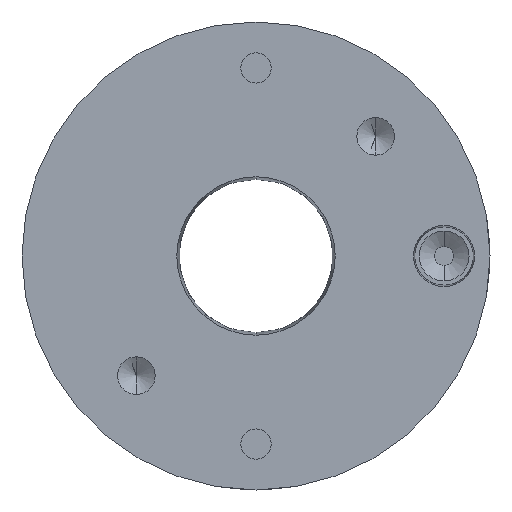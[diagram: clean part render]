
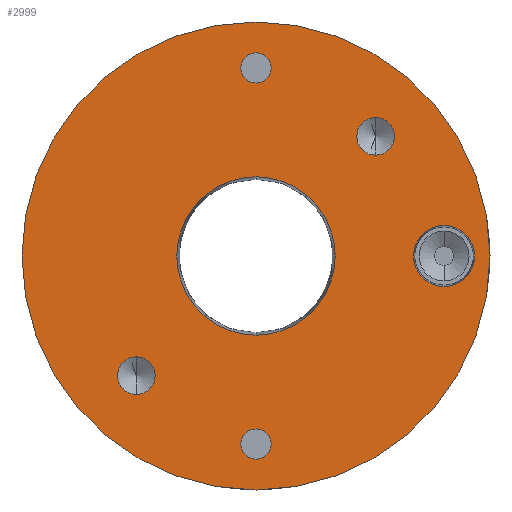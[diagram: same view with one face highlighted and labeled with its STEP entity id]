
A CAD part, front view. The second image highlights one B-rep face of the part: STEP entity #2999.
In plain terms, the highlighted planar face has unit normal (0, -1, 0).
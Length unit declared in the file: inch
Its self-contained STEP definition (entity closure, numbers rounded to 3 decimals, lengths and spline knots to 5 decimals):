
#6 = DIRECTION ( 'NONE',  ( 0., -1., 0. ) ) ;
#76 = VERTEX_POINT ( 'NONE', #1960 ) ;
#86 = DIRECTION ( 'NONE',  ( 0., 0., -1. ) ) ;
#118 = CIRCLE ( 'NONE', #2877, 1.5555 ) ;
#143 = ORIENTED_EDGE ( 'NONE', *, *, #1893, .F. ) ;
#186 = AXIS2_PLACEMENT_3D ( 'NONE', #2004, #3287, #720 ) ;
#210 = ORIENTED_EDGE ( 'NONE', *, *, #1722, .F. ) ;
#457 = ORIENTED_EDGE ( 'NONE', *, *, #2424, .F. ) ;
#462 = CIRCLE ( 'NONE', #5029, 1.5555 ) ;
#509 = DIRECTION ( 'NONE',  ( 0., 1., 0. ) ) ;
#556 = EDGE_CURVE ( 'NONE', #4449, #2961, #4835, .T. ) ;
#569 = CIRCLE ( 'NONE', #1942, 0.2025 ) ;
#578 = EDGE_CURVE ( 'NONE', #2961, #4449, #2505, .T. ) ;
#590 = VERTEX_POINT ( 'NONE', #5005 ) ;
#591 = ORIENTED_EDGE ( 'NONE', *, *, #1783, .F. ) ;
#622 = VERTEX_POINT ( 'NONE', #2560 ) ;
#655 = VERTEX_POINT ( 'NONE', #1318 ) ;
#697 = CARTESIAN_POINT ( 'NONE',  ( 0., -1.1875, 1.25 ) ) ;
#720 = DIRECTION ( 'NONE',  ( 0., 0., -1. ) ) ;
#728 = CIRCLE ( 'NONE', #4781, 0.1005 ) ;
#778 = DIRECTION ( 'NONE',  ( 0., -1., 0. ) ) ;
#828 = DIRECTION ( 'NONE',  ( 0., 0., -1. ) ) ;
#838 = FACE_BOUND ( 'NONE', #1624, .T. ) ;
#912 = CARTESIAN_POINT ( 'NONE',  ( 1.5555, -1.1875, 0. ) ) ;
#967 = CIRCLE ( 'NONE', #1659, 0.125 ) ;
#995 = DIRECTION ( 'NONE',  ( 0., 0., -1. ) ) ;
#1118 = DIRECTION ( 'NONE',  ( 0., 0., -1. ) ) ;
#1150 = DIRECTION ( 'NONE',  ( 0., 1., 0. ) ) ;
#1151 = DIRECTION ( 'NONE',  ( 0., 1., 0. ) ) ;
#1241 = VERTEX_POINT ( 'NONE', #2547 ) ;
#1253 = FACE_BOUND ( 'NONE', #1486, .T. ) ;
#1288 = CIRCLE ( 'NONE', #4672, 0.1005 ) ;
#1318 = CARTESIAN_POINT ( 'NONE',  ( 0., -1.1875, 1.1495 ) ) ;
#1374 = CIRCLE ( 'NONE', #2433, 0.125 ) ;
#1410 = VERTEX_POINT ( 'NONE', #5246 ) ;
#1470 = DIRECTION ( 'NONE',  ( 0., -1., 0. ) ) ;
#1486 = EDGE_LOOP ( 'NONE', ( #4954, #457 ) ) ;
#1557 = CARTESIAN_POINT ( 'NONE',  ( 0., -1.1875, 0. ) ) ;
#1603 = ORIENTED_EDGE ( 'NONE', *, *, #3888, .F. ) ;
#1605 = DIRECTION ( 'NONE',  ( 0., 0., -1. ) ) ;
#1615 = CARTESIAN_POINT ( 'NONE',  ( 1.25, -1.1875, -0.2025 ) ) ;
#1616 = ORIENTED_EDGE ( 'NONE', *, *, #578, .F. ) ;
#1624 = EDGE_LOOP ( 'NONE', ( #1603, #143 ) ) ;
#1659 = AXIS2_PLACEMENT_3D ( 'NONE', #4907, #4224, #86 ) ;
#1666 = FACE_BOUND ( 'NONE', #1819, .T. ) ;
#1722 = EDGE_CURVE ( 'NONE', #1241, #655, #4943, .T. ) ;
#1764 = EDGE_CURVE ( 'NONE', #1956, #3802, #1999, .T. ) ;
#1783 = EDGE_CURVE ( 'NONE', #622, #2322, #1374, .T. ) ;
#1819 = EDGE_LOOP ( 'NONE', ( #5221, #1903 ) ) ;
#1893 = EDGE_CURVE ( 'NONE', #590, #5242, #3391, .T. ) ;
#1903 = ORIENTED_EDGE ( 'NONE', *, *, #4615, .F. ) ;
#1907 = AXIS2_PLACEMENT_3D ( 'NONE', #2804, #6, #828 ) ;
#1926 = AXIS2_PLACEMENT_3D ( 'NONE', #912, #509, #2139 ) ;
#1942 = AXIS2_PLACEMENT_3D ( 'NONE', #4874, #5293, #3234 ) ;
#1956 = VERTEX_POINT ( 'NONE', #3423 ) ;
#1960 = CARTESIAN_POINT ( 'NONE',  ( 0., -1.1875, -1.5555 ) ) ;
#1999 = CIRCLE ( 'NONE', #2593, 0.125 ) ;
#2004 = CARTESIAN_POINT ( 'NONE',  ( 0., -1.1875, 0. ) ) ;
#2120 = EDGE_CURVE ( 'NONE', #76, #4290, #118, .T. ) ;
#2139 = DIRECTION ( 'NONE',  ( 0., 0., 1. ) ) ;
#2219 = VERTEX_POINT ( 'NONE', #3005 ) ;
#2322 = VERTEX_POINT ( 'NONE', #5208 ) ;
#2365 = AXIS2_PLACEMENT_3D ( 'NONE', #3185, #4829, #1118 ) ;
#2424 = EDGE_CURVE ( 'NONE', #3802, #1956, #967, .T. ) ;
#2433 = AXIS2_PLACEMENT_3D ( 'NONE', #4778, #3558, #5216 ) ;
#2505 = CIRCLE ( 'NONE', #186, 0.5264 ) ;
#2511 = FACE_BOUND ( 'NONE', #3294, .T. ) ;
#2547 = CARTESIAN_POINT ( 'NONE',  ( 0., -1.1875, 1.3505 ) ) ;
#2560 = CARTESIAN_POINT ( 'NONE',  ( 0.7955, -1.1875, 0.6705 ) ) ;
#2574 = ORIENTED_EDGE ( 'NONE', *, *, #556, .F. ) ;
#2593 = AXIS2_PLACEMENT_3D ( 'NONE', #2744, #3476, #3129 ) ;
#2744 = CARTESIAN_POINT ( 'NONE',  ( -0.7955, -1.1875, -0.7955 ) ) ;
#2801 = EDGE_LOOP ( 'NONE', ( #3876, #210 ) ) ;
#2804 = CARTESIAN_POINT ( 'NONE',  ( 1.25, -1.1875, 0. ) ) ;
#2815 = DIRECTION ( 'NONE',  ( 0., 0., 1. ) ) ;
#2877 = AXIS2_PLACEMENT_3D ( 'NONE', #1557, #1151, #2815 ) ;
#2924 = FACE_BOUND ( 'NONE', #2801, .T. ) ;
#2961 = VERTEX_POINT ( 'NONE', #4813 ) ;
#2999 = ADVANCED_FACE ( 'NONE', ( #3383, #1253, #838, #2924, #1666, #2511, #4150 ), #4624, .F. ) ;
#3005 = CARTESIAN_POINT ( 'NONE',  ( 0., -1.1875, -1.1495 ) ) ;
#3129 = DIRECTION ( 'NONE',  ( 0., 0., -1. ) ) ;
#3185 = CARTESIAN_POINT ( 'NONE',  ( 0., -1.1875, 1.25 ) ) ;
#3234 = DIRECTION ( 'NONE',  ( 0., 0., -1. ) ) ;
#3235 = EDGE_CURVE ( 'NONE', #2322, #622, #3759, .T. ) ;
#3252 = CARTESIAN_POINT ( 'NONE',  ( 0., -1.1875, 0. ) ) ;
#3266 = EDGE_CURVE ( 'NONE', #655, #1241, #4020, .T. ) ;
#3277 = DIRECTION ( 'NONE',  ( 0., 0., 1. ) ) ;
#3287 = DIRECTION ( 'NONE',  ( 0., -1., 0. ) ) ;
#3294 = EDGE_LOOP ( 'NONE', ( #1616, #2574 ) ) ;
#3330 = CARTESIAN_POINT ( 'NONE',  ( 0., -1.1875, 1.5555 ) ) ;
#3383 = FACE_BOUND ( 'NONE', #4785, .T. ) ;
#3391 = CIRCLE ( 'NONE', #1907, 0.2025 ) ;
#3423 = CARTESIAN_POINT ( 'NONE',  ( -0.7955, -1.1875, -0.9205 ) ) ;
#3476 = DIRECTION ( 'NONE',  ( 0., -1., 0. ) ) ;
#3496 = AXIS2_PLACEMENT_3D ( 'NONE', #5192, #1470, #3602 ) ;
#3543 = AXIS2_PLACEMENT_3D ( 'NONE', #4473, #778, #4134 ) ;
#3550 = ORIENTED_EDGE ( 'NONE', *, *, #2120, .F. ) ;
#3558 = DIRECTION ( 'NONE',  ( 0., -1., 0. ) ) ;
#3602 = DIRECTION ( 'NONE',  ( 0., 0., -1. ) ) ;
#3692 = EDGE_LOOP ( 'NONE', ( #3773, #3550 ) ) ;
#3759 = CIRCLE ( 'NONE', #3496, 0.125 ) ;
#3773 = ORIENTED_EDGE ( 'NONE', *, *, #4071, .F. ) ;
#3802 = VERTEX_POINT ( 'NONE', #4343 ) ;
#3826 = DIRECTION ( 'NONE',  ( 0., -1., 0. ) ) ;
#3876 = ORIENTED_EDGE ( 'NONE', *, *, #3266, .F. ) ;
#3888 = EDGE_CURVE ( 'NONE', #5242, #590, #569, .T. ) ;
#3920 = ORIENTED_EDGE ( 'NONE', *, *, #3235, .F. ) ;
#3996 = DIRECTION ( 'NONE',  ( 0., -1., 0. ) ) ;
#4020 = CIRCLE ( 'NONE', #2365, 0.1005 ) ;
#4071 = EDGE_CURVE ( 'NONE', #4290, #76, #462, .T. ) ;
#4134 = DIRECTION ( 'NONE',  ( 0., 0., -1. ) ) ;
#4150 = FACE_OUTER_BOUND ( 'NONE', #3692, .T. ) ;
#4224 = DIRECTION ( 'NONE',  ( 0., -1., 0. ) ) ;
#4253 = CARTESIAN_POINT ( 'NONE',  ( 0., -1.1875, -1.25 ) ) ;
#4264 = EDGE_CURVE ( 'NONE', #1410, #2219, #728, .T. ) ;
#4290 = VERTEX_POINT ( 'NONE', #3330 ) ;
#4297 = DIRECTION ( 'NONE',  ( 0., 0., -1. ) ) ;
#4343 = CARTESIAN_POINT ( 'NONE',  ( -0.7955, -1.1875, -0.6705 ) ) ;
#4449 = VERTEX_POINT ( 'NONE', #5129 ) ;
#4473 = CARTESIAN_POINT ( 'NONE',  ( 0., -1.1875, 0. ) ) ;
#4511 = DIRECTION ( 'NONE',  ( 0., -1., 0. ) ) ;
#4615 = EDGE_CURVE ( 'NONE', #2219, #1410, #1288, .T. ) ;
#4624 = PLANE ( 'NONE',  #1926 ) ;
#4672 = AXIS2_PLACEMENT_3D ( 'NONE', #4253, #3826, #995 ) ;
#4679 = AXIS2_PLACEMENT_3D ( 'NONE', #697, #3996, #4297 ) ;
#4778 = CARTESIAN_POINT ( 'NONE',  ( 0.7955, -1.1875, 0.7955 ) ) ;
#4781 = AXIS2_PLACEMENT_3D ( 'NONE', #5333, #4511, #1605 ) ;
#4785 = EDGE_LOOP ( 'NONE', ( #591, #3920 ) ) ;
#4813 = CARTESIAN_POINT ( 'NONE',  ( 0., -1.1875, -0.5264 ) ) ;
#4829 = DIRECTION ( 'NONE',  ( 0., -1., 0. ) ) ;
#4835 = CIRCLE ( 'NONE', #3543, 0.5264 ) ;
#4874 = CARTESIAN_POINT ( 'NONE',  ( 1.25, -1.1875, 0. ) ) ;
#4907 = CARTESIAN_POINT ( 'NONE',  ( -0.7955, -1.1875, -0.7955 ) ) ;
#4943 = CIRCLE ( 'NONE', #4679, 0.1005 ) ;
#4954 = ORIENTED_EDGE ( 'NONE', *, *, #1764, .F. ) ;
#5005 = CARTESIAN_POINT ( 'NONE',  ( 1.25, -1.1875, 0.2025 ) ) ;
#5029 = AXIS2_PLACEMENT_3D ( 'NONE', #3252, #1150, #3277 ) ;
#5129 = CARTESIAN_POINT ( 'NONE',  ( 0., -1.1875, 0.5264 ) ) ;
#5192 = CARTESIAN_POINT ( 'NONE',  ( 0.7955, -1.1875, 0.7955 ) ) ;
#5208 = CARTESIAN_POINT ( 'NONE',  ( 0.7955, -1.1875, 0.9205 ) ) ;
#5216 = DIRECTION ( 'NONE',  ( 0., 0., -1. ) ) ;
#5221 = ORIENTED_EDGE ( 'NONE', *, *, #4264, .F. ) ;
#5242 = VERTEX_POINT ( 'NONE', #1615 ) ;
#5246 = CARTESIAN_POINT ( 'NONE',  ( 0., -1.1875, -1.3505 ) ) ;
#5293 = DIRECTION ( 'NONE',  ( 0., -1., 0. ) ) ;
#5333 = CARTESIAN_POINT ( 'NONE',  ( 0., -1.1875, -1.25 ) ) ;
